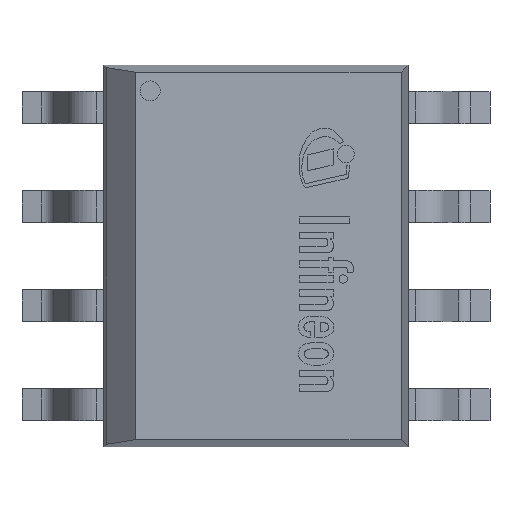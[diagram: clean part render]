
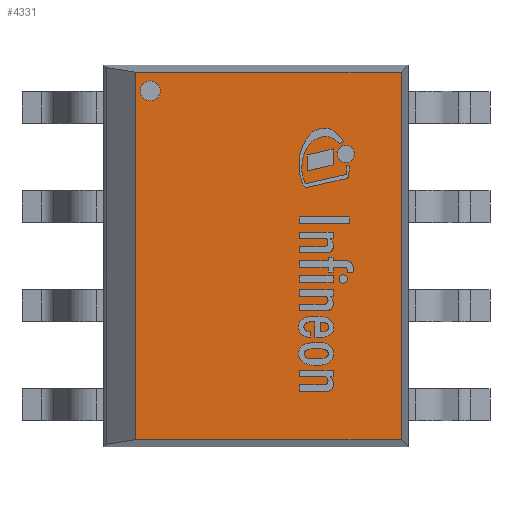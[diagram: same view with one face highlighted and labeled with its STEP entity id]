
A CAD part, top view. The second image highlights one B-rep face of the part: STEP entity #4331.
In plain terms, the highlighted planar face has unit normal (0, 0, 1).
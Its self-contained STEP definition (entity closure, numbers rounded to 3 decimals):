
#520=LINE('',#7320,#1004);
#521=LINE('',#7323,#1005);
#525=LINE('',#7331,#1009);
#526=LINE('',#7332,#1010);
#1004=VECTOR('',#5708,1.);
#1005=VECTOR('',#5711,1.);
#1009=VECTOR('',#5717,1.);
#1010=VECTOR('',#5718,1.);
#1264=PLANE('',#4663);
#1289=FACE_BOUND('',#1780,.T.);
#1522=FACE_OUTER_BOUND('',#1779,.T.);
#1779=EDGE_LOOP('',(#3991,#3992,#3993,#3994));
#1780=EDGE_LOOP('',(#3995));
#1871=CIRCLE('',#4658,0.128);
#2245=VERTEX_POINT('',#7307);
#2248=VERTEX_POINT('',#7314);
#2250=VERTEX_POINT('',#7318);
#2251=VERTEX_POINT('',#7322);
#2254=VERTEX_POINT('',#7330);
#2828=EDGE_CURVE('',#2245,#2245,#1871,.T.);
#2833=EDGE_CURVE('',#2248,#2250,#520,.T.);
#2834=EDGE_CURVE('',#2248,#2251,#521,.T.);
#2838=EDGE_CURVE('',#2254,#2250,#525,.T.);
#2839=EDGE_CURVE('',#2251,#2254,#526,.T.);
#3991=ORIENTED_EDGE('',*,*,#2833,.T.);
#3992=ORIENTED_EDGE('',*,*,#2838,.F.);
#3993=ORIENTED_EDGE('',*,*,#2839,.F.);
#3994=ORIENTED_EDGE('',*,*,#2834,.F.);
#3995=ORIENTED_EDGE('',*,*,#2828,.T.);
#4331=ADVANCED_FACE('',(#1522,#1289),#1264,.T.);
#4658=AXIS2_PLACEMENT_3D('',#7308,#5697,#5698);
#4663=AXIS2_PLACEMENT_3D('',#7329,#5715,#5716);
#5697=DIRECTION('center_axis',(0.,0.,-1.));
#5698=DIRECTION('ref_axis',(-1.,0.,0.));
#5708=DIRECTION('',(0.,-1.,0.));
#5711=DIRECTION('',(1.,0.,0.));
#5715=DIRECTION('center_axis',(0.,0.,1.));
#5716=DIRECTION('ref_axis',(1.,0.,0.));
#5717=DIRECTION('',(-1.,0.,0.));
#5718=DIRECTION('',(0.,-1.,0.));
#7307=CARTESIAN_POINT('',(-1.355,1.987,1.72));
#7308=CARTESIAN_POINT('Origin',(-1.355,2.115,1.72));
#7314=CARTESIAN_POINT('',(-1.545,2.356,1.72));
#7318=CARTESIAN_POINT('',(-1.545,-2.356,1.72));
#7320=CARTESIAN_POINT('',(-1.545,-1.678,1.72));
#7322=CARTESIAN_POINT('',(1.861,2.356,1.72));
#7323=CARTESIAN_POINT('',(-1.95,2.356,1.72));
#7329=CARTESIAN_POINT('Origin',(0.,0.,
1.72));
#7330=CARTESIAN_POINT('',(1.861,-2.356,1.72));
#7331=CARTESIAN_POINT('',(1.95,-2.356,1.72));
#7332=CARTESIAN_POINT('',(1.861,2.445,1.72));
